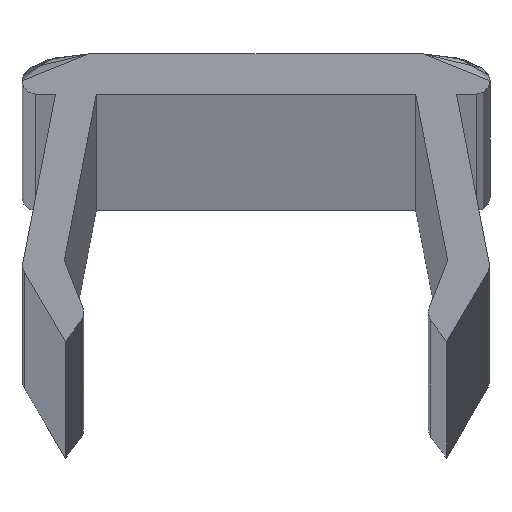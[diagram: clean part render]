
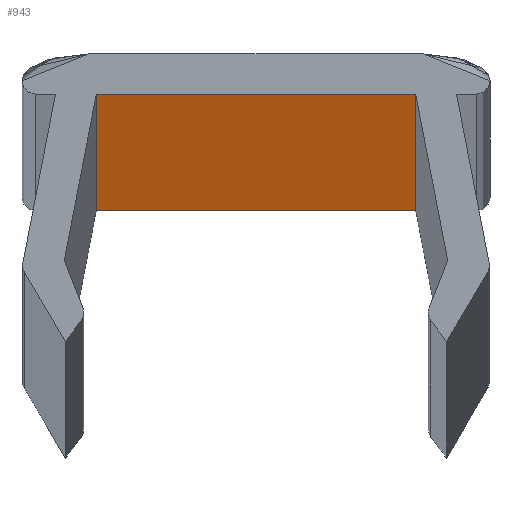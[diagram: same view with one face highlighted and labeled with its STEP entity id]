
A CAD part, top view. The second image highlights one B-rep face of the part: STEP entity #943.
In plain terms, the highlighted planar face has unit normal (0, -1, 0).
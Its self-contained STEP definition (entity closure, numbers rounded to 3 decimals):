
#44 = CARTESIAN_POINT ( 'NONE',  ( 2.389, 3.7, 1000. ) ) ;
#65 = PLANE ( 'NONE',  #132 ) ;
#68 = CARTESIAN_POINT ( 'NONE',  ( -2.389, 3.7, 1000. ) ) ;
#90 = VECTOR ( 'NONE', #858, 1000. ) ;
#128 = ORIENTED_EDGE ( 'NONE', *, *, #467, .T. ) ;
#132 = AXIS2_PLACEMENT_3D ( 'NONE', #696, #925, #456 ) ;
#135 = EDGE_CURVE ( 'NONE', #410, #437, #550, .T. ) ;
#213 = EDGE_CURVE ( 'NONE', #603, #459, #974, .T. ) ;
#263 = ORIENTED_EDGE ( 'NONE', *, *, #213, .T. ) ;
#273 = CARTESIAN_POINT ( 'NONE',  ( 0., 3.7, 0. ) ) ;
#319 = ORIENTED_EDGE ( 'NONE', *, *, #135, .F. ) ;
#347 = VECTOR ( 'NONE', #692, 1000. ) ;
#393 = ORIENTED_EDGE ( 'NONE', *, *, #965, .F. ) ;
#410 = VERTEX_POINT ( 'NONE', #44 ) ;
#437 = VERTEX_POINT ( 'NONE', #498 ) ;
#456 = DIRECTION ( 'NONE',  ( -1., 0., 0. ) ) ;
#457 = CARTESIAN_POINT ( 'NONE',  ( 2.389, 3.7, 1000. ) ) ;
#459 = VERTEX_POINT ( 'NONE', #976 ) ;
#467 = EDGE_CURVE ( 'NONE', #459, #437, #928, .T. ) ;
#480 = VECTOR ( 'NONE', #895, 1000. ) ;
#498 = CARTESIAN_POINT ( 'NONE',  ( 2.389, 3.7, 0. ) ) ;
#550 = LINE ( 'NONE', #457, #347 ) ;
#591 = FACE_OUTER_BOUND ( 'NONE', #909, .T. ) ;
#603 = VERTEX_POINT ( 'NONE', #68 ) ;
#610 = VECTOR ( 'NONE', #702, 1000. ) ;
#622 = LINE ( 'NONE', #864, #90 ) ;
#692 = DIRECTION ( 'NONE',  ( 0., 0., -1. ) ) ;
#696 = CARTESIAN_POINT ( 'NONE',  ( 0., 3.7, 1000. ) ) ;
#702 = DIRECTION ( 'NONE',  ( 0., 0., -1. ) ) ;
#783 = CARTESIAN_POINT ( 'NONE',  ( -2.389, 3.7, 1000. ) ) ;
#858 = DIRECTION ( 'NONE',  ( 1., 0., 0. ) ) ;
#864 = CARTESIAN_POINT ( 'NONE',  ( 0., 3.7, 1000. ) ) ;
#895 = DIRECTION ( 'NONE',  ( 1., 0., 0. ) ) ;
#909 = EDGE_LOOP ( 'NONE', ( #128, #319, #393, #263 ) ) ;
#925 = DIRECTION ( 'NONE',  ( 0., 1., 0. ) ) ;
#928 = LINE ( 'NONE', #273, #480 ) ;
#943 = ADVANCED_FACE ( 'NONE', ( #591 ), #65, .F. ) ;
#965 = EDGE_CURVE ( 'NONE', #603, #410, #622, .T. ) ;
#974 = LINE ( 'NONE', #783, #610 ) ;
#976 = CARTESIAN_POINT ( 'NONE',  ( -2.389, 3.7, 0. ) ) ;
